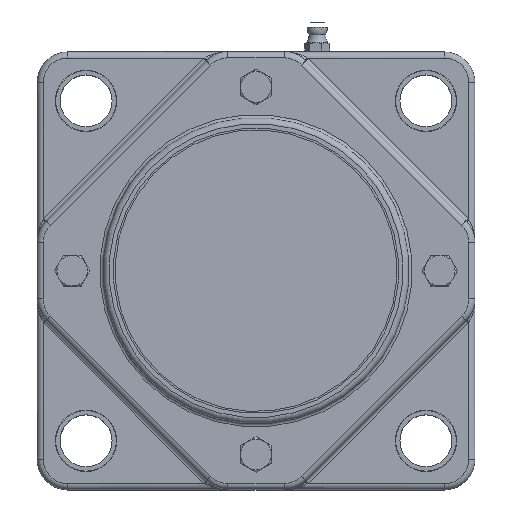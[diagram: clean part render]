
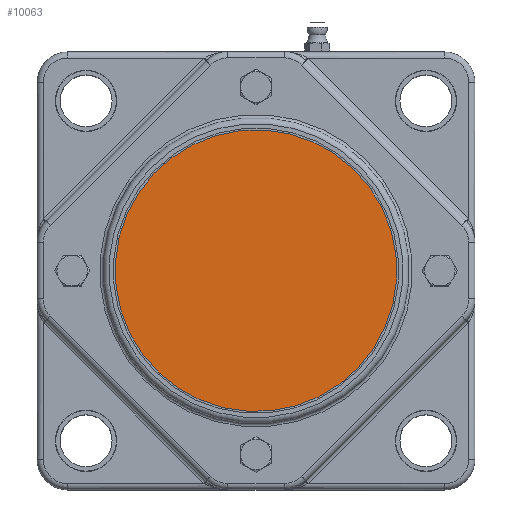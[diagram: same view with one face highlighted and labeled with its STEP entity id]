
A CAD part, top view. The second image highlights one B-rep face of the part: STEP entity #10063.
In plain terms, the highlighted planar face has unit normal (0, 0, 1).
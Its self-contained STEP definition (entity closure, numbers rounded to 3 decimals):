
#1936=FACE_OUTER_BOUND('',#2562,.T.);
#2562=EDGE_LOOP('',(#6436));
#3231=CIRCLE('',#10750,46.);
#3956=VERTEX_POINT('',#15453);
#4889=EDGE_CURVE('',#3956,#3956,#3231,.T.);
#6436=ORIENTED_EDGE('',*,*,#4889,.F.);
#9216=PLANE('',#10752);
#10063=ADVANCED_FACE('',(#1936),#9216,.T.);
#10750=AXIS2_PLACEMENT_3D('',#15454,#12171,#12172);
#10752=AXIS2_PLACEMENT_3D('',#15458,#12176,#12177);
#12171=DIRECTION('center_axis',(0.,0.,-1.));
#12172=DIRECTION('ref_axis',(0.835,-0.55,0.));
#12176=DIRECTION('center_axis',(0.,0.,1.));
#12177=DIRECTION('ref_axis',(0.835,-0.55,0.));
#15453=CARTESIAN_POINT('',(-38.407,25.316,43.2));
#15454=CARTESIAN_POINT('Origin',(0.,0.,
43.2));
#15458=CARTESIAN_POINT('Origin',(0.,0.,
43.2));
